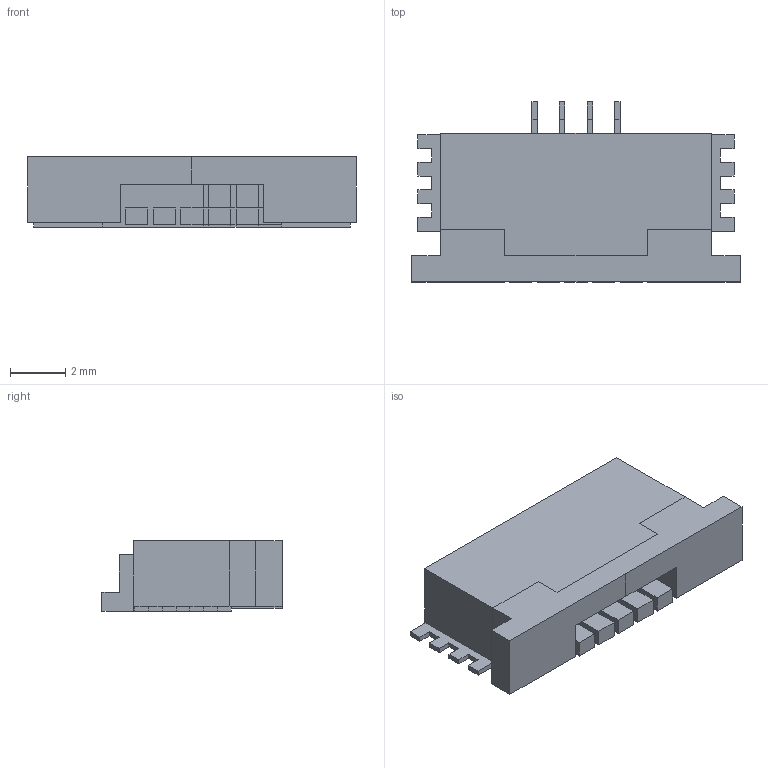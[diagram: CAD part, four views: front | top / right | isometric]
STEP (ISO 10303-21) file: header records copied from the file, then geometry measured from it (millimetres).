
FILE_DESCRIPTION(/* description */ ('model of TE_84952-4_1x04-1MP_P1.0mm_Horizontal'),/* implementation_level */ '2;1');
FILE_NAME(/* name */ 'TE_84952-4_1x04-1MP_P1.0mm_Horizontal.step',/* time_stamp */ '2019-12-30T02:59:54',/* author */ ('Anton Lysak',''),/* organization */ (''),/* preprocessor_version */ '',/* originating_system */ '',/* authorisation */ '');
FILE_SCHEMA(('AUTOMOTIVE_DESIGN { 1 0 10303 214 1 1 1 1 }'));
Length unit declared in the file: millimetre
Products named in the file (1): TE_84952_4
Bounding box: 11.92 x 6.54 x 2.56 mm (x, y, z)
Volume: 130.6 mm3; surface area: 253.2 mm2
Topology: 1 solids, 1 shells, 125 faces, 335 edges, 214 vertices
Faces by surface type: plane 109, extrusion 16
Entity records: 4665 total; most frequent: CARTESIAN_POINT 716, ORIENTED_EDGE 670, DIRECTION 546, EDGE_CURVE 335, VECTOR 326, LINE 310, VERTEX_POINT 214, FACE_BOUND 127
